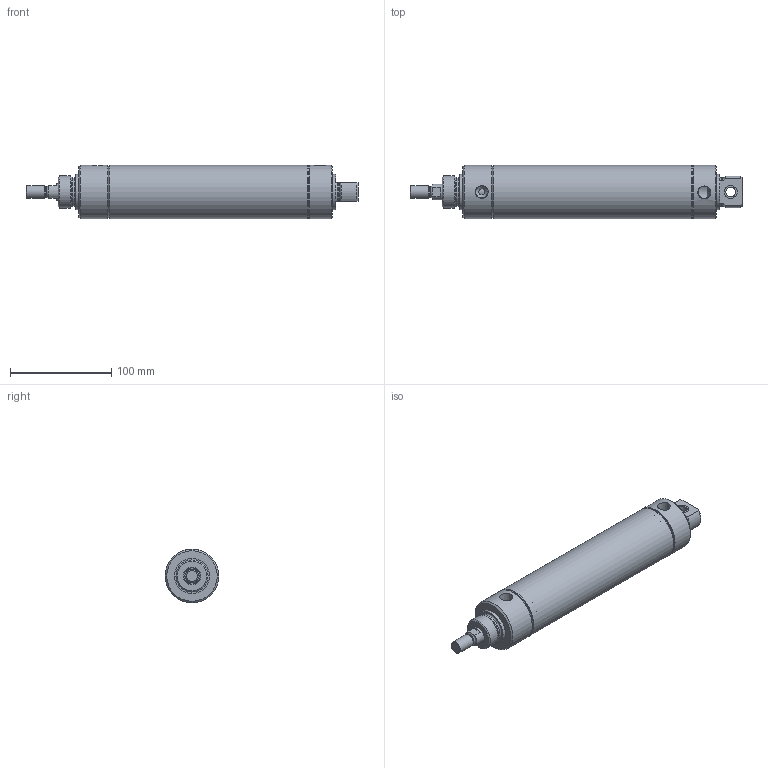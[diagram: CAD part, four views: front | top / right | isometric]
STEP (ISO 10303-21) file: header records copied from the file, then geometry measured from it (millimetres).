
FILE_DESCRIPTION( ( 'STEP AP214' ), '1' );
FILE_NAME( '316-DXP_2_14.stp', ' ', ( ' ' ), ( ' ' ), 'PSStep 15.0.47', 'PARTsolutions', ' ' );
FILE_SCHEMA( ( 'AUTOMOTIVE_DESIGN { 1 0 10303 214 1 1 1 1 }' ) );
Length unit declared in the file: inch
Products named in the file (7): 316-DXP; _316-DXP0000_0_dummy; _31R000-0_rod_guide; _31R-7.7870; _31P0Y000_rear_head; _D-624-5; _316-DXP0_rod
Assembly tree (6 placements, depth 2):
  316-DXP
    _316-DXP0000_0_dummy
    _31R000-0_rod_guide
    _31R-7.7870
    _31P0Y000_rear_head
    _D-624-5
    _316-DXP0_rod
Bounding box: 328.5 x 52.97 x 52.97 mm (x, y, z)
Volume: 288075.7 mm3; surface area: 119284.3 mm2
Topology: 5 solids, 5 shells, 109 faces, 239 edges, 147 vertices
Faces by surface type: cylinder 33, cone 33, plane 29, torus 14
Full cylindrical faces by diameter (mm): 6.35 x1, 9.576 x1, 10.719 x1, 12.178 x1, 12.7 x1, 12.763 x2, 15.875 x1, 16.015 x1, 19.05 x1, 28.511 x1, 31.75 x2, 34.887 x2, 49.035 x4, 51.041 x1, 51.143 x3, 52.972 x5
Entity records: 3928 total; most frequent: CARTESIAN_POINT 859, DIRECTION 466, ORIENTED_EDGE 320, AXIS2_PLACEMENT_3D 218, EDGE_LOOP 191, EDGE_CURVE 160, FACE_OUTER_BOUND 146, VERTEX_POINT 134
